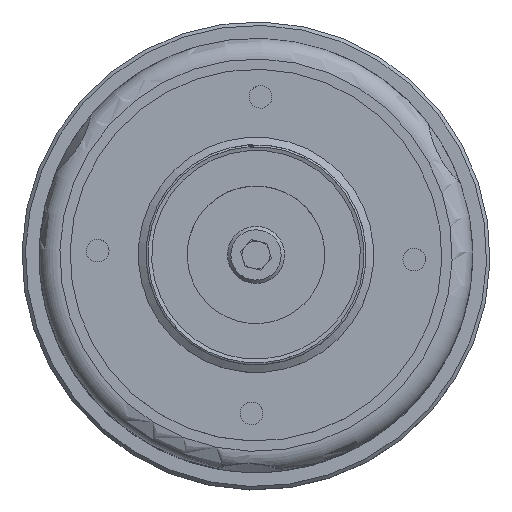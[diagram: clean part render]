
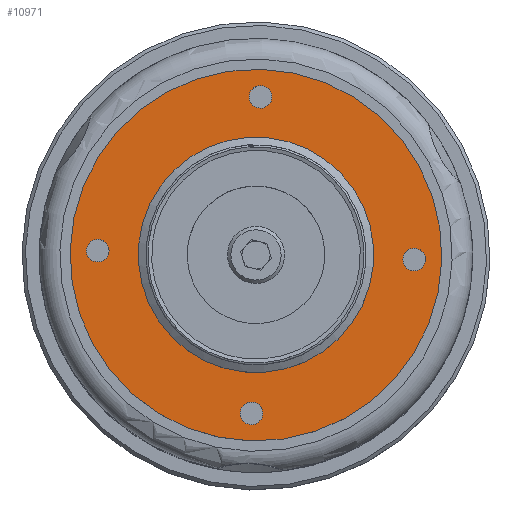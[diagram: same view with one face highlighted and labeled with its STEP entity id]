
A CAD part, top view. The second image highlights one B-rep face of the part: STEP entity #10971.
In plain terms, the highlighted face is planar.
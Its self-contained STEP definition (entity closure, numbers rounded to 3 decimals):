
#231 = CIRCLE ( 'NONE', #16667, 1.65 ) ;
#363 = DIRECTION ( 'NONE',  ( 0., 1., 0. ) ) ;
#415 = ORIENTED_EDGE ( 'NONE', *, *, #13694, .F. ) ;
#539 = ORIENTED_EDGE ( 'NONE', *, *, #6583, .T. ) ;
#1292 = ORIENTED_EDGE ( 'NONE', *, *, #17072, .F. ) ;
#1324 = DIRECTION ( 'NONE',  ( 0., -1., 0. ) ) ;
#1671 = EDGE_LOOP ( 'NONE', ( #17411 ) ) ;
#2849 = EDGE_LOOP ( 'NONE', ( #539 ) ) ;
#2877 = DIRECTION ( 'NONE',  ( 0., 0., -1. ) ) ;
#2925 = VERTEX_POINT ( 'NONE', #10034 ) ;
#3300 = AXIS2_PLACEMENT_3D ( 'NONE', #14218, #21154, #5510 ) ;
#3513 = DIRECTION ( 'NONE',  ( 0., 1., 0. ) ) ;
#5270 = AXIS2_PLACEMENT_3D ( 'NONE', #17009, #8567, #17228 ) ;
#5510 = DIRECTION ( 'NONE',  ( 1., 0., 0. ) ) ;
#5742 = FACE_BOUND ( 'NONE', #7077, .T. ) ;
#5887 = CARTESIAN_POINT ( 'NONE',  ( 23., 0., 0. ) ) ;
#6583 = EDGE_CURVE ( 'NONE', #15903, #15903, #12229, .T. ) ;
#6697 = VERTEX_POINT ( 'NONE', #22231 ) ;
#6978 = EDGE_LOOP ( 'NONE', ( #415 ) ) ;
#7077 = EDGE_LOOP ( 'NONE', ( #16459 ) ) ;
#7340 = DIRECTION ( 'NONE',  ( 0., 0., -1. ) ) ;
#8007 = CARTESIAN_POINT ( 'NONE',  ( 0., 0., -27. ) ) ;
#8567 = DIRECTION ( 'NONE',  ( 0., 1., 0. ) ) ;
#8653 = CARTESIAN_POINT ( 'NONE',  ( 0., 0., 0. ) ) ;
#8710 = CARTESIAN_POINT ( 'NONE',  ( 23., 0., -1.65 ) ) ;
#8944 = CARTESIAN_POINT ( 'NONE',  ( 0., 0., 23. ) ) ;
#9397 = AXIS2_PLACEMENT_3D ( 'NONE', #8653, #1324, #17194 ) ;
#10034 = CARTESIAN_POINT ( 'NONE',  ( 0., 0., -5.8 ) ) ;
#10795 = FACE_BOUND ( 'NONE', #16480, .T. ) ;
#10971 = ADVANCED_FACE ( 'NONE', ( #21041, #5742, #11030, #12725, #16282, #10795 ), #19438, .F. ) ;
#11030 = FACE_BOUND ( 'NONE', #2849, .T. ) ;
#11807 = DIRECTION ( 'NONE',  ( 0., 1., 0. ) ) ;
#11990 = CARTESIAN_POINT ( 'NONE',  ( 0., 0., 0. ) ) ;
#12015 = ORIENTED_EDGE ( 'NONE', *, *, #16660, .T. ) ;
#12229 = CIRCLE ( 'NONE', #21715, 1.65 ) ;
#12536 = CIRCLE ( 'NONE', #20887, 27. ) ;
#12725 = FACE_BOUND ( 'NONE', #1671, .T. ) ;
#13091 = DIRECTION ( 'NONE',  ( 0., 1., 0. ) ) ;
#13471 = CARTESIAN_POINT ( 'NONE',  ( 0., 0., -24.65 ) ) ;
#13694 = EDGE_CURVE ( 'NONE', #21804, #21804, #12536, .T. ) ;
#13813 = DIRECTION ( 'NONE',  ( 0., 0., -1. ) ) ;
#14218 = CARTESIAN_POINT ( 'NONE',  ( 0., 0., 0. ) ) ;
#14960 = EDGE_CURVE ( 'NONE', #21998, #21998, #19506, .T. ) ;
#15202 = CARTESIAN_POINT ( 'NONE',  ( -23., 0., -1.65 ) ) ;
#15575 = AXIS2_PLACEMENT_3D ( 'NONE', #17060, #11807, #2877 ) ;
#15903 = VERTEX_POINT ( 'NONE', #8710 ) ;
#16282 = FACE_BOUND ( 'NONE', #16966, .T. ) ;
#16324 = CIRCLE ( 'NONE', #9397, 5.8 ) ;
#16459 = ORIENTED_EDGE ( 'NONE', *, *, #20620, .T. ) ;
#16480 = EDGE_LOOP ( 'NONE', ( #1292 ) ) ;
#16638 = DIRECTION ( 'NONE',  ( 0., 0., -1. ) ) ;
#16660 = EDGE_CURVE ( 'NONE', #16879, #16879, #17712, .T. ) ;
#16667 = AXIS2_PLACEMENT_3D ( 'NONE', #8944, #363, #7340 ) ;
#16879 = VERTEX_POINT ( 'NONE', #15202 ) ;
#16966 = EDGE_LOOP ( 'NONE', ( #12015 ) ) ;
#17009 = CARTESIAN_POINT ( 'NONE',  ( 0., 0., -23. ) ) ;
#17060 = CARTESIAN_POINT ( 'NONE',  ( -23., 0., 0. ) ) ;
#17072 = EDGE_CURVE ( 'NONE', #2925, #2925, #16324, .T. ) ;
#17194 = DIRECTION ( 'NONE',  ( 0., 0., -1. ) ) ;
#17228 = DIRECTION ( 'NONE',  ( 0., 0., -1. ) ) ;
#17411 = ORIENTED_EDGE ( 'NONE', *, *, #14960, .T. ) ;
#17712 = CIRCLE ( 'NONE', #15575, 1.65 ) ;
#19438 = PLANE ( 'NONE',  #3300 ) ;
#19506 = CIRCLE ( 'NONE', #5270, 1.65 ) ;
#20620 = EDGE_CURVE ( 'NONE', #6697, #6697, #231, .T. ) ;
#20887 = AXIS2_PLACEMENT_3D ( 'NONE', #11990, #3513, #13813 ) ;
#21041 = FACE_OUTER_BOUND ( 'NONE', #6978, .T. ) ;
#21154 = DIRECTION ( 'NONE',  ( 0., 1., 0. ) ) ;
#21715 = AXIS2_PLACEMENT_3D ( 'NONE', #5887, #13091, #16638 ) ;
#21804 = VERTEX_POINT ( 'NONE', #8007 ) ;
#21998 = VERTEX_POINT ( 'NONE', #13471 ) ;
#22231 = CARTESIAN_POINT ( 'NONE',  ( 0., 0., 21.35 ) ) ;
